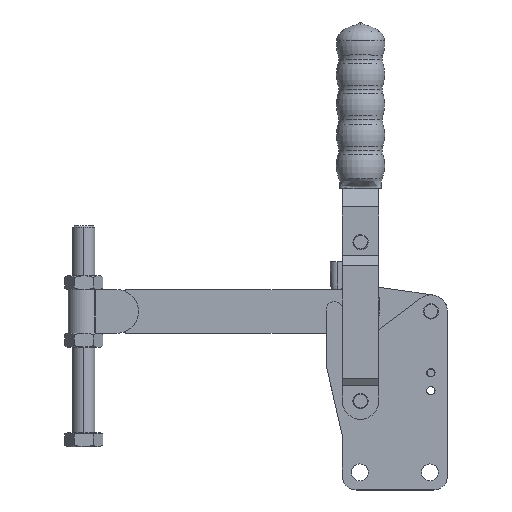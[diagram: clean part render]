
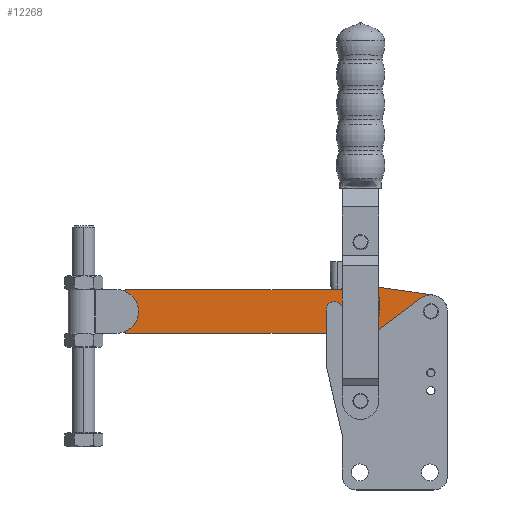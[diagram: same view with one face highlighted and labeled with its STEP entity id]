
A CAD part, top view. The second image highlights one B-rep face of the part: STEP entity #12268.
In plain terms, the highlighted planar face has unit normal (0, 0, 1).
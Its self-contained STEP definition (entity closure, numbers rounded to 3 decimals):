
#71 = ORIENTED_EDGE ( 'NONE', *, *, #3688, .F. ) ;
#146 = DIRECTION ( 'NONE',  ( 0., 0., 1. ) ) ;
#242 = PLANE ( 'NONE',  #4932 ) ;
#283 = ORIENTED_EDGE ( 'NONE', *, *, #10777, .T. ) ;
#315 = AXIS2_PLACEMENT_3D ( 'NONE', #12448, #6372, #341 ) ;
#341 = DIRECTION ( 'NONE',  ( 1., 0., 0. ) ) ;
#394 = AXIS2_PLACEMENT_3D ( 'NONE', #6543, #4571, #8771 ) ;
#422 = DIRECTION ( 'NONE',  ( 1., 0., 0. ) ) ;
#443 = DIRECTION ( 'NONE',  ( 0., -1., 0. ) ) ;
#682 = VERTEX_POINT ( 'NONE', #11743 ) ;
#685 = EDGE_LOOP ( 'NONE', ( #11432, #6712, #1178, #7666, #3285, #283, #6264, #9616, #5709, #10250 ) ) ;
#696 = VERTEX_POINT ( 'NONE', #5620 ) ;
#745 = EDGE_CURVE ( 'NONE', #682, #8438, #1133, .T. ) ;
#750 = FACE_OUTER_BOUND ( 'NONE', #685, .T. ) ;
#953 = VERTEX_POINT ( 'NONE', #12200 ) ;
#987 = CARTESIAN_POINT ( 'NONE',  ( -61.25, 95., 0. ) ) ;
#1067 = FACE_BOUND ( 'NONE', #10452, .T. ) ;
#1133 = LINE ( 'NONE', #7896, #3800 ) ;
#1178 = ORIENTED_EDGE ( 'NONE', *, *, #6200, .T. ) ;
#1213 = VERTEX_POINT ( 'NONE', #12687 ) ;
#1471 = EDGE_CURVE ( 'NONE', #696, #2999, #13024, .T. ) ;
#1766 = ORIENTED_EDGE ( 'NONE', *, *, #12755, .F. ) ;
#1990 = DIRECTION ( 'NONE',  ( 1., 0., 0. ) ) ;
#1996 = CARTESIAN_POINT ( 'NONE',  ( -232., 79.1, 0. ) ) ;
#2146 = CIRCLE ( 'NONE', #7156, 3. ) ;
#2248 = CARTESIAN_POINT ( 'NONE',  ( -12., 95., 0. ) ) ;
#2275 = CARTESIAN_POINT ( 'NONE',  ( -232., 81.1, 0. ) ) ;
#2413 = VERTEX_POINT ( 'NONE', #8041 ) ;
#2490 = VERTEX_POINT ( 'NONE', #12986 ) ;
#2522 = CARTESIAN_POINT ( 'NONE',  ( -67.63, 86., 0. ) ) ;
#2543 = VERTEX_POINT ( 'NONE', #9864 ) ;
#2701 = VECTOR ( 'NONE', #6659, 1000. ) ;
#2819 = VERTEX_POINT ( 'NONE', #9457 ) ;
#2821 = CIRCLE ( 'NONE', #11145, 3. ) ;
#2950 = EDGE_CURVE ( 'NONE', #8438, #9764, #10910, .T. ) ;
#2999 = VERTEX_POINT ( 'NONE', #3039 ) ;
#3039 = CARTESIAN_POINT ( 'NONE',  ( -64.25, 95., 0. ) ) ;
#3127 = DIRECTION ( 'NONE',  ( 1., 0., 0. ) ) ;
#3154 = EDGE_CURVE ( 'NONE', #2490, #2413, #6777, .T. ) ;
#3266 = DIRECTION ( 'NONE',  ( 1., 0., 0. ) ) ;
#3284 = CIRCLE ( 'NONE', #6256, 11. ) ;
#3285 = ORIENTED_EDGE ( 'NONE', *, *, #8575, .T. ) ;
#3288 = DIRECTION ( 'NONE',  ( 1., 0., 0. ) ) ;
#3427 = FACE_BOUND ( 'NONE', #10579, .T. ) ;
#3540 = DIRECTION ( 'NONE',  ( 1., 0., 0. ) ) ;
#3688 = EDGE_CURVE ( 'NONE', #953, #1213, #2821, .T. ) ;
#3800 = VECTOR ( 'NONE', #5708, 1000. ) ;
#3996 = CARTESIAN_POINT ( 'NONE',  ( -61.25, 95., 0. ) ) ;
#4123 = CARTESIAN_POINT ( 'NONE',  ( -232., 108.9, 0. ) ) ;
#4124 = CARTESIAN_POINT ( 'NONE',  ( -232., 110.9, 0. ) ) ;
#4336 = EDGE_CURVE ( 'NONE', #1213, #953, #4512, .T. ) ;
#4452 = EDGE_CURVE ( 'NONE', #9764, #2490, #7677, .T. ) ;
#4510 = CIRCLE ( 'NONE', #11040, 11. ) ;
#4512 = CIRCLE ( 'NONE', #12431, 3. ) ;
#4571 = DIRECTION ( 'NONE',  ( 0., 0., 1. ) ) ;
#4585 = CIRCLE ( 'NONE', #315, 12. ) ;
#4629 = CARTESIAN_POINT ( 'NONE',  ( -66.066, 114.888, 0. ) ) ;
#4932 = AXIS2_PLACEMENT_3D ( 'NONE', #2275, #9316, #3288 ) ;
#4975 = DIRECTION ( 'NONE',  ( 1., 0., 0. ) ) ;
#4989 = DIRECTION ( 'NONE',  ( 1., 0., 0. ) ) ;
#5056 = CARTESIAN_POINT ( 'NONE',  ( -66.066, 75.112, 0. ) ) ;
#5176 = LINE ( 'NONE', #1996, #8192 ) ;
#5317 = EDGE_CURVE ( 'NONE', #2413, #10435, #5176, .T. ) ;
#5429 = CARTESIAN_POINT ( 'NONE',  ( -234., 108.9, 0. ) ) ;
#5468 = CARTESIAN_POINT ( 'NONE',  ( -66.066, 114.888, 0. ) ) ;
#5620 = CARTESIAN_POINT ( 'NONE',  ( -58.25, 95., 0. ) ) ;
#5708 = DIRECTION ( 'NONE',  ( -1., 0., 0. ) ) ;
#5709 = ORIENTED_EDGE ( 'NONE', *, *, #2950, .T. ) ;
#5736 = VERTEX_POINT ( 'NONE', #9904 ) ;
#6185 = CARTESIAN_POINT ( 'NONE',  ( -12., 95., 0. ) ) ;
#6200 = EDGE_CURVE ( 'NONE', #10435, #5736, #3284, .T. ) ;
#6256 = AXIS2_PLACEMENT_3D ( 'NONE', #2522, #9565, #3540 ) ;
#6264 = ORIENTED_EDGE ( 'NONE', *, *, #12329, .T. ) ;
#6372 = DIRECTION ( 'NONE',  ( 0., 0., 1. ) ) ;
#6444 = DIRECTION ( 'NONE',  ( 0., 0., 1. ) ) ;
#6543 = CARTESIAN_POINT ( 'NONE',  ( -232., 81.1, 0. ) ) ;
#6659 = DIRECTION ( 'NONE',  ( -0.99, 0.142, 0. ) ) ;
#6712 = ORIENTED_EDGE ( 'NONE', *, *, #5317, .T. ) ;
#6777 = CIRCLE ( 'NONE', #394, 2. ) ;
#7113 = LINE ( 'NONE', #4629, #2701 ) ;
#7117 = ORIENTED_EDGE ( 'NONE', *, *, #4336, .F. ) ;
#7156 = AXIS2_PLACEMENT_3D ( 'NONE', #987, #8026, #1990 ) ;
#7210 = DIRECTION ( 'NONE',  ( 1., 0., 0. ) ) ;
#7463 = LINE ( 'NONE', #5056, #12547 ) ;
#7666 = ORIENTED_EDGE ( 'NONE', *, *, #7726, .T. ) ;
#7677 = LINE ( 'NONE', #5429, #12754 ) ;
#7726 = EDGE_CURVE ( 'NONE', #5736, #2819, #7463, .T. ) ;
#7896 = CARTESIAN_POINT ( 'NONE',  ( -76.197, 110.9, 0. ) ) ;
#8026 = DIRECTION ( 'NONE',  ( 0., 0., 1. ) ) ;
#8041 = CARTESIAN_POINT ( 'NONE',  ( -232., 79.1, 0. ) ) ;
#8115 = DIRECTION ( 'NONE',  ( 0.99, 0.142, 0. ) ) ;
#8192 = VECTOR ( 'NONE', #4975, 1000. ) ;
#8438 = VERTEX_POINT ( 'NONE', #4124 ) ;
#8553 = CARTESIAN_POINT ( 'NONE',  ( -234., 108.9, 0. ) ) ;
#8575 = EDGE_CURVE ( 'NONE', #2819, #2543, #4585, .T. ) ;
#8662 = VERTEX_POINT ( 'NONE', #5468 ) ;
#8771 = DIRECTION ( 'NONE',  ( 1., 0., 0. ) ) ;
#9294 = DIRECTION ( 'NONE',  ( 0., 0., 1. ) ) ;
#9316 = DIRECTION ( 'NONE',  ( 0., 0., 1. ) ) ;
#9457 = CARTESIAN_POINT ( 'NONE',  ( -10.294, 83.122, 0. ) ) ;
#9565 = DIRECTION ( 'NONE',  ( 0., 0., 1. ) ) ;
#9616 = ORIENTED_EDGE ( 'NONE', *, *, #745, .T. ) ;
#9679 = AXIS2_PLACEMENT_3D ( 'NONE', #4123, #10177, #3127 ) ;
#9764 = VERTEX_POINT ( 'NONE', #8553 ) ;
#9864 = CARTESIAN_POINT ( 'NONE',  ( -10.294, 106.878, 0. ) ) ;
#9904 = CARTESIAN_POINT ( 'NONE',  ( -66.066, 75.112, 0. ) ) ;
#10177 = DIRECTION ( 'NONE',  ( 0., 0., 1. ) ) ;
#10250 = ORIENTED_EDGE ( 'NONE', *, *, #4452, .T. ) ;
#10435 = VERTEX_POINT ( 'NONE', #11719 ) ;
#10452 = EDGE_LOOP ( 'NONE', ( #71, #7117 ) ) ;
#10579 = EDGE_LOOP ( 'NONE', ( #10880, #1766 ) ) ;
#10777 = EDGE_CURVE ( 'NONE', #2543, #8662, #7113, .T. ) ;
#10880 = ORIENTED_EDGE ( 'NONE', *, *, #1471, .F. ) ;
#10910 = CIRCLE ( 'NONE', #9679, 2. ) ;
#11040 = AXIS2_PLACEMENT_3D ( 'NONE', #12526, #6444, #422 ) ;
#11063 = DIRECTION ( 'NONE',  ( 0., 0., 1. ) ) ;
#11145 = AXIS2_PLACEMENT_3D ( 'NONE', #6185, #146, #7210 ) ;
#11432 = ORIENTED_EDGE ( 'NONE', *, *, #3154, .T. ) ;
#11719 = CARTESIAN_POINT ( 'NONE',  ( -76.197, 79.1, 0. ) ) ;
#11743 = CARTESIAN_POINT ( 'NONE',  ( -76.197, 110.9, 0. ) ) ;
#12200 = CARTESIAN_POINT ( 'NONE',  ( -9., 95., 0. ) ) ;
#12268 = ADVANCED_FACE ( 'NONE', ( #3427, #1067, #750 ), #242, .T. ) ;
#12329 = EDGE_CURVE ( 'NONE', #8662, #682, #4510, .T. ) ;
#12431 = AXIS2_PLACEMENT_3D ( 'NONE', #2248, #9294, #3266 ) ;
#12448 = CARTESIAN_POINT ( 'NONE',  ( -12., 95., 0. ) ) ;
#12526 = CARTESIAN_POINT ( 'NONE',  ( -67.63, 104., 0. ) ) ;
#12547 = VECTOR ( 'NONE', #8115, 1000. ) ;
#12687 = CARTESIAN_POINT ( 'NONE',  ( -15., 95., 0. ) ) ;
#12754 = VECTOR ( 'NONE', #443, 1000. ) ;
#12755 = EDGE_CURVE ( 'NONE', #2999, #696, #2146, .T. ) ;
#12773 = AXIS2_PLACEMENT_3D ( 'NONE', #3996, #11063, #4989 ) ;
#12986 = CARTESIAN_POINT ( 'NONE',  ( -234., 81.1, 0. ) ) ;
#13024 = CIRCLE ( 'NONE', #12773, 3. ) ;
